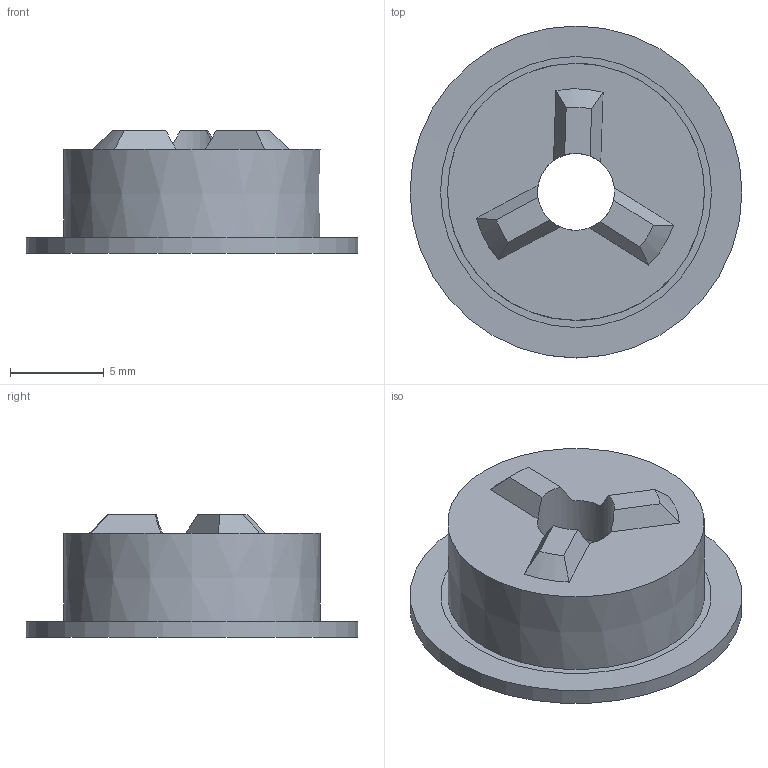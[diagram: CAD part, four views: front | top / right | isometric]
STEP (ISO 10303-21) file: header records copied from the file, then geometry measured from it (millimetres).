
FILE_DESCRIPTION(/* description */ (''),/* implementation_level */ '2;1');
FILE_NAME(/* name */ 'R335.14-177080C.09Z3-M02_Basic.stp',/* time_stamp */ '2024-09-05T14:20:36+06:00',/* author */ (''),/* organization */ (''),/* preprocessor_version */ 'ST-DEVELOPER v16.7',/* originating_system */ 'SIEMENS PLM Software NX 12.0',/* authorisation */ '');
FILE_SCHEMA (('AUTOMOTIVE_DESIGN { 1 0 10303 214 3 1 1 1 }'));
Length unit declared in the file: millimetre
Products named in the file (1): inpu361CE4F6bk16
Bounding box: 17.7 x 17.7 x 6.55 mm (x, y, z)
Volume: 792.8 mm3; surface area: 885.5 mm2
Topology: 2 solids, 2 shells, 28 faces, 69 edges, 47 vertices
Faces by surface type: plane 11, cone 7, cylinder 5, revolution 5
Full cylindrical faces by diameter (mm): 4.1 x1, 6.1 x1, 14.447 x2, 17.7 x1
Entity records: 892 total; most frequent: CARTESIAN_POINT 215, DIRECTION 125, ORIENTED_EDGE 106, AXIS2_PLACEMENT_3D 54, EDGE_CURVE 53, EDGE_LOOP 44, VERTEX_POINT 41, FACE_BOUND 32
